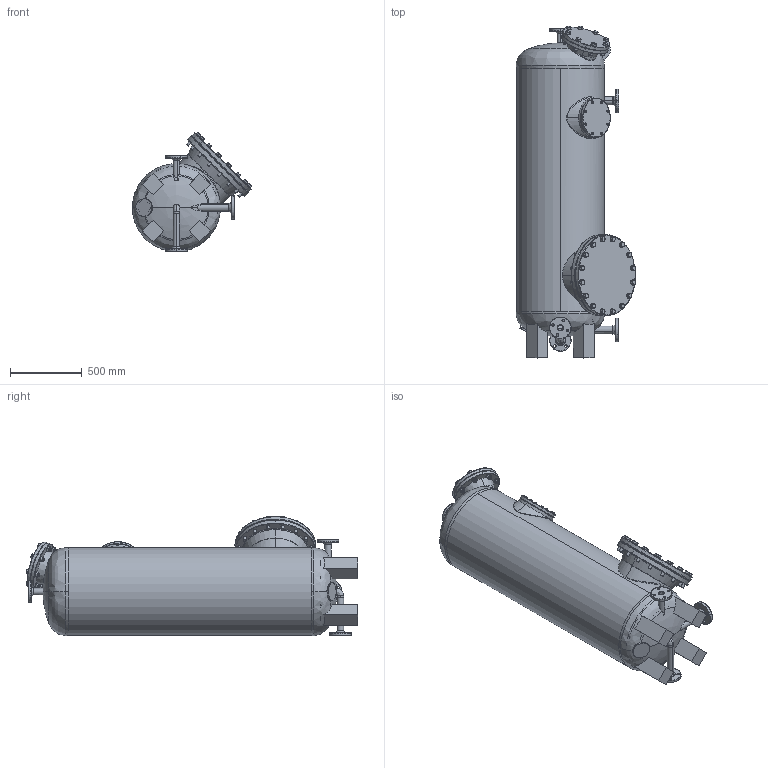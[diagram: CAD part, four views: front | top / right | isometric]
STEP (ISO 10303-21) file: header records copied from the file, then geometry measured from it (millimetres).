
FILE_DESCRIPTION (( 'STEP AP214' ), '1' );
FILE_NAME ('Atlantic 60C.STEP', '2020-11-02T13:44:32', ( '' ), ( '' ), 'SwSTEP 2.0', 'SolidWorks 2019', '' );
FILE_SCHEMA (( 'AUTOMOTIVE_DESIGN' ));
Length unit declared in the file: millimetre
Products named in the file (26): glass_cover_dn200; inlet_flange_dn50; cover_dn200; hex_nut_m20; hex_screw_m8_40; vessel_60c; washer_fi20; sight_glass_3col; drain_flange_dn401; gasket_dn200; outlet_flange_dn50; hex_screw_m20_100; washer_fi8; Atlantic 60C; gasket_flange_dn200; gasket_dn400; vent_flange_dn40; cover_dn400; gasket_sight_glass; elbow_dn40; air_flange_dn40; hex_screw_m20_70
Assembly tree (99 placements, depth 3):
  Atlantic 60C
    vessel_60c
    inlet_flange_dn50
    outlet_flange_dn50
    sight_glass_3col
      sight_glass_3col
      gasket_sight_glass
    vent_flange_dn40
    cover_dn200
      cover_dn200
      hex_screw_m20_70  x8
      washer_fi20  x8
      gasket_flange_dn200
    glass_cover_dn200
      glass_cover_dn200
      gasket_dn200
      hex_screw_m8_40  x8
      washer_fi8  x8
    cover_dn400
      cover_dn400
      gasket_dn400
      hex_screw_m20_100  x16
      washer_fi20  x16
    air_flange_dn40
    elbow_dn40
    hex_nut_m20  x8
    washer_fi20  x8
    drain_flange_dn401
Bounding box: 833.39 x 2318.05 x 833.39 mm (x, y, z)
Volume: 14528347.6 mm3; surface area: 11148802.6 mm2
Topology: 94 solids, 96 shells, 1628 faces, 3883 edges, 2470 vertices
Faces by surface type: cylinder 513, plane 501, cone 484, bspline 130
Entity records: 50579 total; most frequent: CARTESIAN_POINT 28567, ORIENTED_EDGE 3537, DIRECTION 3163, EDGE_CURVE 1770, AXIS2_PLACEMENT_3D 1362, VERTEX_POINT 1203, EDGE_LOOP 834, CIRCLE 761
